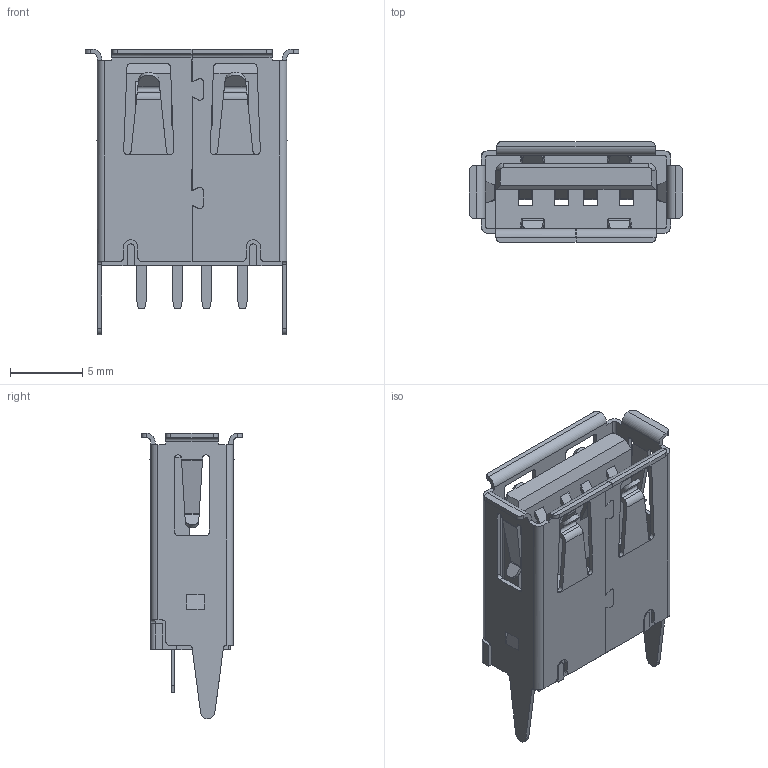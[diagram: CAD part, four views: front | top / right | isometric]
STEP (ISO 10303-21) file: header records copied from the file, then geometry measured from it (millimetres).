
FILE_DESCRIPTION((''),'2;1');
FILE_NAME('PRT0049','2025-11-28T',('工程三'),(''),'PRO/ENGINEER BY PARAMETRIC TECHNOLOGY CORPORATION, 2010280','PRO/ENGINEER BY PARAMETRIC TECHNOLOGY CORPORATION, 2010280','');
FILE_SCHEMA(('CONFIG_CONTROL_DESIGN'));
Length unit declared in the file: millimetre
Products named in the file (1): PRT0049
Bounding box: 14.8 x 7 x 19.8 mm (x, y, z)
Volume: 2.4 mm3; surface area: 1752.4 mm2
Topology: 1 solids, 2 shells, 418 faces, 1248 edges, 820 vertices
Faces by surface type: plane 275, cylinder 131, cone 8, extrusion 4
Entity records: 14611 total; most frequent: CARTESIAN_POINT 3320, ORIENTED_EDGE 2490, DIRECTION 2155, EDGE_CURVE 1248, VECTOR 953, LINE 949, VERTEX_POINT 820, AXIS2_PLACEMENT_3D 601
